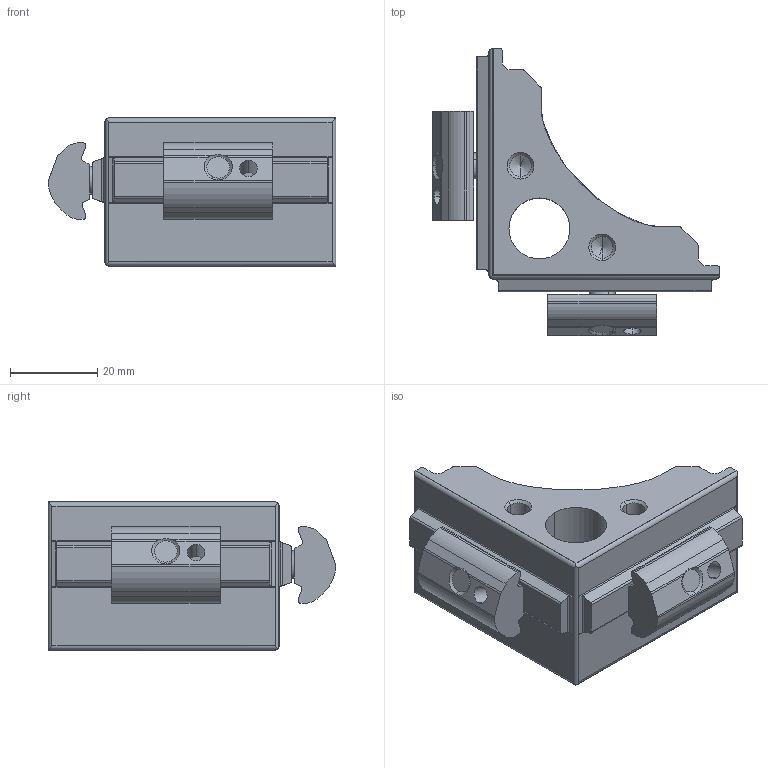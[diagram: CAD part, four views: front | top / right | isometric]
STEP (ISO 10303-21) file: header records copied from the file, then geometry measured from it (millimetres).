
FILE_DESCRIPTION (( 'STEP AP214' ), '1' );
FILE_NAME ('40-6 Light Inside Corner Bracket.STEP', '2025-04-16T20:27:45', ( '' ), ( '' ), 'SwSTEP 2.0', 'SolidWorks 2020', '' );
FILE_SCHEMA (( 'AUTOMOTIVE_DESIGN' ));
Length unit declared in the file: millimetre
Products named in the file (1): 40-6 Light Inside Corner Bracket
Bounding box: 66.03 x 66.03 x 34 mm (x, y, z)
Volume: 42393.6 mm3; surface area: 16910.7 mm2
Topology: 5 solids, 5 shells, 204 faces, 543 edges, 344 vertices
Faces by surface type: cylinder 87, plane 76, cone 32, torus 8, bspline 1
Entity records: 8748 total; most frequent: CARTESIAN_POINT 1435, ORIENTED_EDGE 1070, DIRECTION 1034, EDGE_CURVE 535, AXIS2_PLACEMENT_3D 373, VERTEX_POINT 344, VECTOR 288, LINE 288
